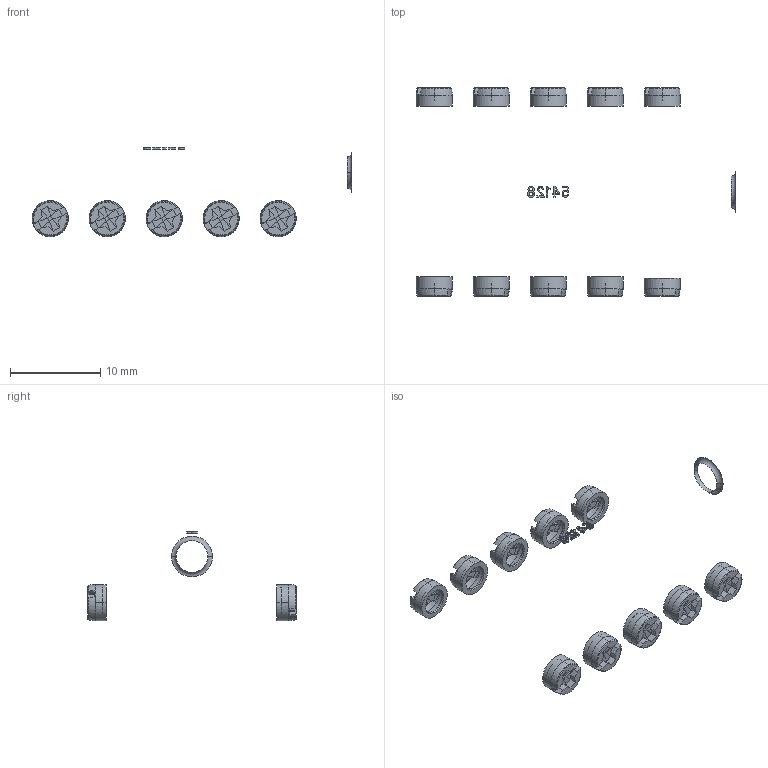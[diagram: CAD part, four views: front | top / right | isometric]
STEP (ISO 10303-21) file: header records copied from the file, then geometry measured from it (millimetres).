
FILE_DESCRIPTION(('Creo Elements/Direct Modeling STEP Export'),'2;1');
FILE_NAME('0ln7uvk44ukl04o3768','2016-09-29T 9:20:01',(''),(''),'PTC Creo Elements/Direct Modeling STEP processor for AP214 (Solid Model)','PTC Creo Elements/Direct Modeling 19.0E 27-Jun-2016 (C) Parametric Technology GmbH','');
FILE_SCHEMA(('AUTOMOTIVE_DESIGN { 1 0 10303 214 1 1 1 1 }'));
Products named in the file (2): CDAF_10_X
Assembly tree (1 placements, depth 2):
  CDAF_10_X
    CDAF_10_X
Bounding box: 35.35 x 23 x 9.9 mm (x, y, z)
Volume: 27 mm3; surface area: 1175.9 mm2
Topology: 16 solids, 29 shells, 785 faces, 1920 edges, 1176 vertices
Faces by surface type: plane 641, torus 102, cylinder 22, cone 20
Entity records: 69812 total; most frequent: CARTESIAN_POINT 12748, ORIENTED_EDGE 10306, DIRECTION 7928, EDGE_CURVE 5109, VECTOR 4036, LINE 4036, VERTEX_POINT 3628, AXIS2_PLACEMENT_3D 1946
